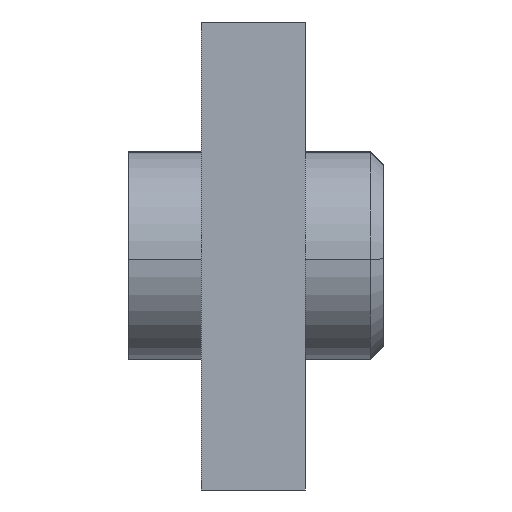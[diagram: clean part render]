
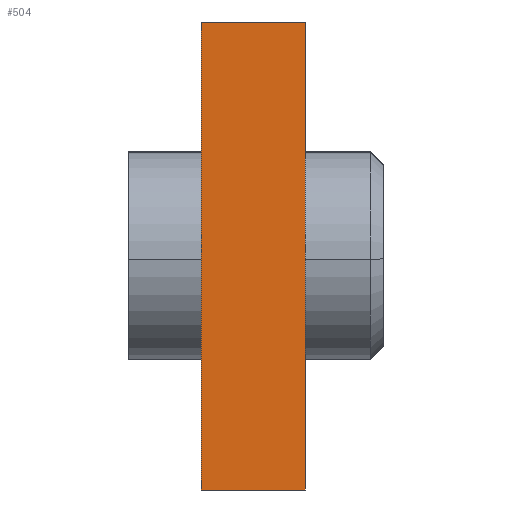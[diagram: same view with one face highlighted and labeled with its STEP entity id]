
A CAD part, left-side view. The second image highlights one B-rep face of the part: STEP entity #504.
In plain terms, the highlighted planar face has unit normal (-1, 0, 0).
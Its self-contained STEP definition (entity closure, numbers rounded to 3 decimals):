
#1 = CARTESIAN_POINT ( 'NONE',  ( -70., 4., -9. ) ) ;
#45 = CARTESIAN_POINT ( 'NONE',  ( -70., 0., -9. ) ) ;
#50 = CARTESIAN_POINT ( 'NONE',  ( -70., 4., -9. ) ) ;
#138 = DIRECTION ( 'NONE',  ( 0., 0., 1. ) ) ;
#149 = ORIENTED_EDGE ( 'NONE', *, *, #151, .T. ) ;
#151 = EDGE_CURVE ( 'NONE', #950, #803, #327, .T. ) ;
#159 = CARTESIAN_POINT ( 'NONE',  ( -70., 4., -9. ) ) ;
#225 = FACE_OUTER_BOUND ( 'NONE', #540, .T. ) ;
#235 = VERTEX_POINT ( 'NONE', #50 ) ;
#267 = ORIENTED_EDGE ( 'NONE', *, *, #1238, .F. ) ;
#270 = LINE ( 'NONE', #159, #426 ) ;
#324 = DIRECTION ( 'NONE',  ( 0., 0., 1. ) ) ;
#327 = LINE ( 'NONE', #877, #446 ) ;
#331 = VERTEX_POINT ( 'NONE', #1193 ) ;
#349 = DIRECTION ( 'NONE',  ( 1., 0., 0. ) ) ;
#360 = EDGE_CURVE ( 'NONE', #235, #950, #270, .T. ) ;
#418 = DIRECTION ( 'NONE',  ( 0., -1., 0. ) ) ;
#426 = VECTOR ( 'NONE', #599, 1000. ) ;
#446 = VECTOR ( 'NONE', #138, 1000. ) ;
#491 = LINE ( 'NONE', #524, #765 ) ;
#504 = ADVANCED_FACE ( 'NONE', ( #225 ), #595, .F. ) ;
#524 = CARTESIAN_POINT ( 'NONE',  ( -70., 4., 9. ) ) ;
#540 = EDGE_LOOP ( 'NONE', ( #149, #1013, #267, #1091 ) ) ;
#595 = PLANE ( 'NONE',  #1169 ) ;
#599 = DIRECTION ( 'NONE',  ( 0., -1., 0. ) ) ;
#661 = VECTOR ( 'NONE', #324, 1000. ) ;
#765 = VECTOR ( 'NONE', #418, 1000. ) ;
#803 = VERTEX_POINT ( 'NONE', #1096 ) ;
#822 = EDGE_CURVE ( 'NONE', #331, #803, #491, .T. ) ;
#877 = CARTESIAN_POINT ( 'NONE',  ( -70., 0., -9. ) ) ;
#944 = DIRECTION ( 'NONE',  ( 0., 0., -1. ) ) ;
#950 = VERTEX_POINT ( 'NONE', #45 ) ;
#1013 = ORIENTED_EDGE ( 'NONE', *, *, #822, .F. ) ;
#1018 = CARTESIAN_POINT ( 'NONE',  ( -70., 4., -9. ) ) ;
#1091 = ORIENTED_EDGE ( 'NONE', *, *, #360, .T. ) ;
#1096 = CARTESIAN_POINT ( 'NONE',  ( -70., 0., 9. ) ) ;
#1164 = LINE ( 'NONE', #1018, #661 ) ;
#1169 = AXIS2_PLACEMENT_3D ( 'NONE', #1, #349, #944 ) ;
#1193 = CARTESIAN_POINT ( 'NONE',  ( -70., 4., 9. ) ) ;
#1238 = EDGE_CURVE ( 'NONE', #235, #331, #1164, .T. ) ;
